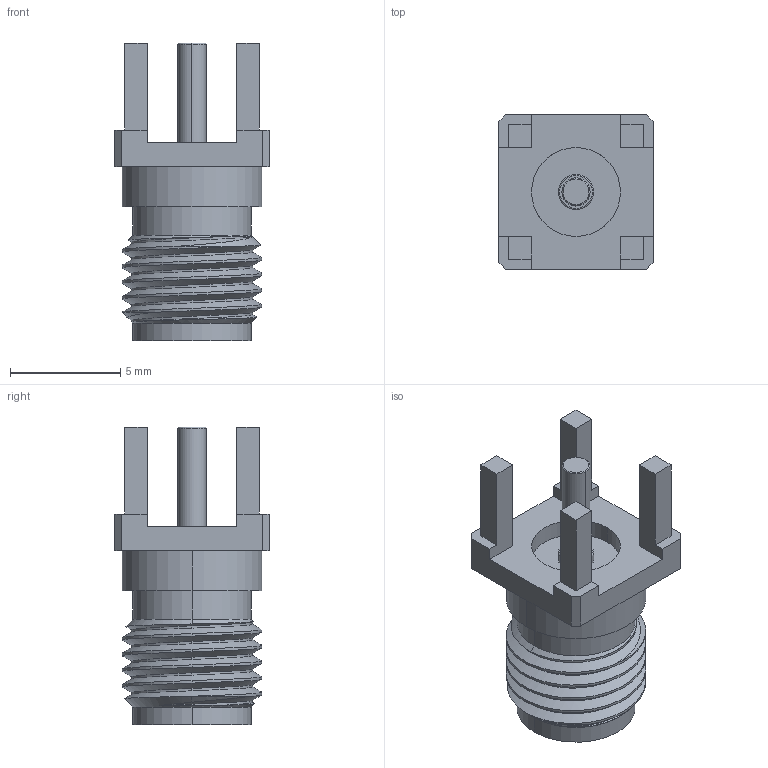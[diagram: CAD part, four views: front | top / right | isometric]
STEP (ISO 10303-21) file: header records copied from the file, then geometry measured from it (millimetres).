
FILE_DESCRIPTION(('STEP AP242'),'1');
FILE_NAME('60312002114503.stp','2021-02-06T20:10:01',('TraceParts'),('TraceParts S.A.'),'Spatial InterOp 3D',' ',' ');
FILE_SCHEMA(('AP242_MANAGED_MODEL_BASED_3D_ENGINEERING_MIM_LF {1 0 10303 442 1 1 4}'));
Length unit declared in the file: millimetre
Products named in the file (1): 60312002114503
Bounding box: 7 x 7 x 13.5 mm (x, y, z)
Volume: 240 mm3; surface area: 498.5 mm2
Topology: 1 solids, 3 shells, 117 faces, 306 edges, 202 vertices
Faces by surface type: plane 49, cylinder 47, torus 14, cone 5, bspline 2
Entity records: 7646 total; most frequent: CARTESIAN_POINT 3857, ORIENTED_EDGE 612, DIRECTION 588, EDGE_CURVE 306, AXIS2_PLACEMENT_3D 220, VERTEX_POINT 202, LINE 148, VECTOR 148
